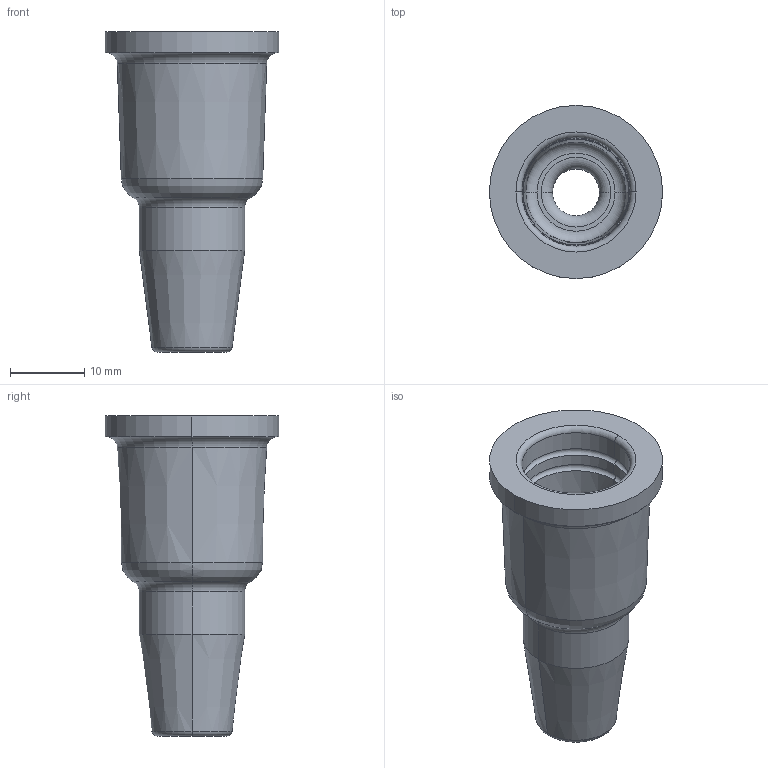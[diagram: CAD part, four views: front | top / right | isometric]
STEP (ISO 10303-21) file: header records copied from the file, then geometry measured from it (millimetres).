
FILE_DESCRIPTION (( 'STEP AP203' ), '1' );
FILE_NAME ('NP22.STEP', '2019-10-30T12:27:31', ( 'tempuser' ), ( 'Microsoft' ), 'SwSTEP 2.0', 'SolidWorks 2019', '' );
FILE_SCHEMA (( 'CONFIG_CONTROL_DESIGN' ));
Length unit declared in the file: inch
Products named in the file (1): NP22
Bounding box: 23.37 x 23.37 x 43.18 mm (x, y, z)
Volume: 6259.1 mm3; surface area: 4100.1 mm2
Topology: 1 solids, 1 shells, 38 faces, 76 edges, 42 vertices
Faces by surface type: torus 18, cone 10, cylinder 6, plane 4
Entity records: 1075 total; most frequent: DIRECTION 214, CARTESIAN_POINT 157, ORIENTED_EDGE 152, AXIS2_PLACEMENT_3D 99, EDGE_CURVE 76, CIRCLE 60, EDGE_LOOP 42, VERTEX_POINT 42
